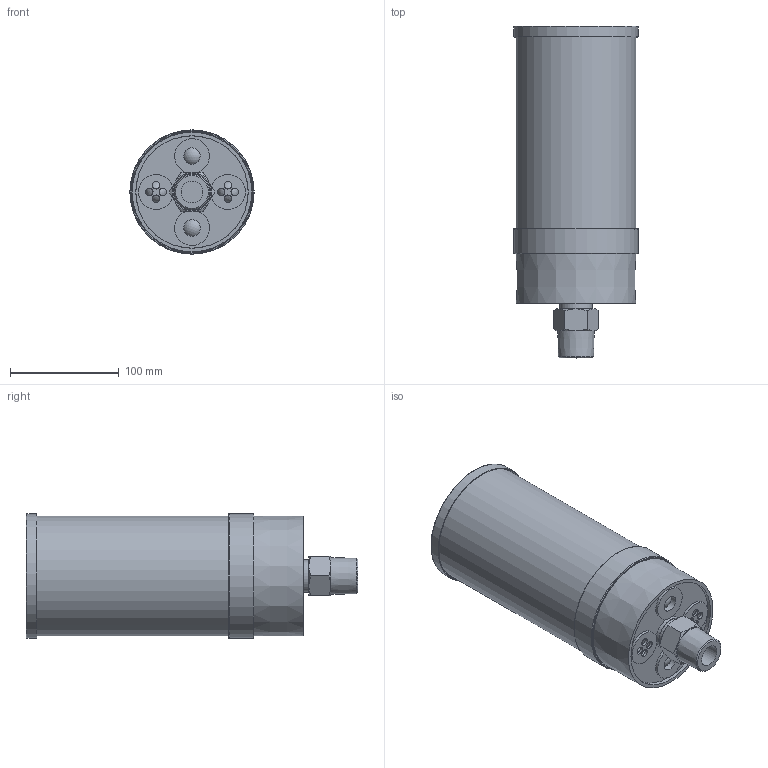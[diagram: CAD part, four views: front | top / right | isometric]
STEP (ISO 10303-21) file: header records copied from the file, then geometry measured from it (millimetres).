
FILE_DESCRIPTION (( 'STEP AP214' ), '1' );
FILE_NAME ('05.0031.06 VV-DV_3M_F_22_P3_XC_N1m.STEP', '2023-01-19T14:28:13', ( '' ), ( '' ), 'SwSTEP 2.0', 'SolidWorks 2020', '' );
FILE_SCHEMA (( 'AUTOMOTIVE_DESIGN' ));
Length unit declared in the file: millimetre
Products named in the file (1): 05.0031.06 VV-DV_3M_F_22_P3_XC_N1m
Bounding box: 114 x 304.5 x 114 mm (x, y, z)
Volume: 512068.5 mm3; surface area: 333215.6 mm2
Topology: 15 solids, 19 shells, 498 faces, 1244 edges, 821 vertices
Faces by surface type: plane 261, cone 112, cylinder 107, torus 10, sphere 8
Full cylindrical faces by diameter (mm): 7 x8, 15 x2, 16 x4, 20 x6, 21 x4, 22 x2, 23.44 x1, 24.12 x3, 26.44 x2, 27.8 x4, 30 x1, 31 x2, 31.5 x1, 31.9 x2, 32 x2, 39 x1, 45 x1, 93 x2, 98 x1, 102 x1, 103.5 x1, 107 x1, 109 x1, 109.2 x1, 110 x1, 111 x2, 114 x2
Entity records: 19913 total; most frequent: CARTESIAN_POINT 3178, DIRECTION 2292, ORIENTED_EDGE 2112, EDGE_CURVE 1056, AXIS2_PLACEMENT_3D 925, VERTEX_POINT 762, EDGE_LOOP 720, FACE_OUTER_BOUND 555
